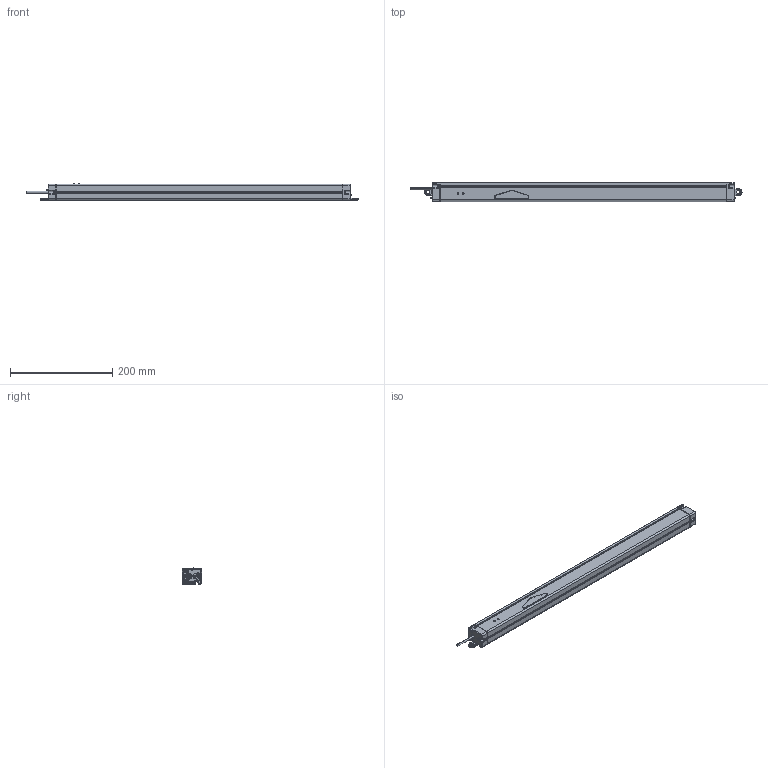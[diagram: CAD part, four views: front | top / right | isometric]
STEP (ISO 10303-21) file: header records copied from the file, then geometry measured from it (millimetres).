
FILE_DESCRIPTION((''),'2;1');
FILE_NAME('169715_ASM','2013-04-01T',('pdmadmin'),(''),'PRO/ENGINEER BY PARAMETRIC TECHNOLOGY CORPORATION, 2012300','PRO/ENGINEER BY PARAMETRIC TECHNOLOGY CORPORATION, 2012300','');
FILE_SCHEMA(('CONFIG_CONTROL_DESIGN'));
Products named in the file (16): 166771_AF0; 166771_ASM; 162500; 161287; 162501; 169714_ASM; 160755; 160756; 140012; 162753; 153169; 139151_457MM; 161615; 65807; CABLE_157; 169715_ASM
Assembly tree (30 placements, depth 4):
  169715_ASM
    169714_ASM
      166771_ASM
        166771_AF0
      162500
      161287
      162501  x2
    160755
    160756
    140012  x6
    162753
    153169
    139151_457MM  x2
    161615  x2
    65807  x8
    CABLE_157
Bounding box: 650.5 x 37.3 x 31.8 mm (x, y, z)
Volume: 269147.2 mm3; surface area: 236963.8 mm2
Topology: 28 solids, 30 shells, 2540 faces, 6436 edges, 4073 vertices
Faces by surface type: plane 1267, cylinder 691, bspline 226, cone 226, torus 97, sphere 21, extrusion 12
Entity records: 63595 total; most frequent: CARTESIAN_POINT 24205, ORIENTED_EDGE 8464, DIRECTION 7725, EDGE_CURVE 4236, AXIS2_PLACEMENT_3D 2785, VERTEX_POINT 2642, VECTOR 2155, LINE 2143
